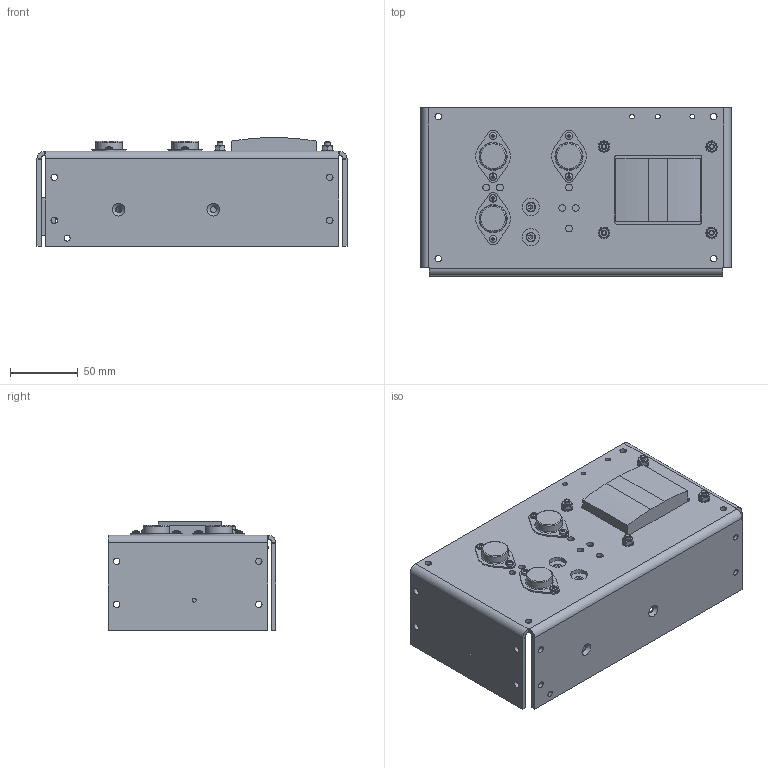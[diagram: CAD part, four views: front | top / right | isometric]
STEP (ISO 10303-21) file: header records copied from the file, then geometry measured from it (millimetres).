
FILE_DESCRIPTION (( 'STEP AP214' ), '1' );
FILE_NAME ('IHD24-4.8.STEP', '2023-04-14T19:09:34', ( '' ), ( '' ), 'SwSTEP 2.0', 'SolidWorks 2021', '' );
FILE_SCHEMA (( 'AUTOMOTIVE_DESIGN' ));
Length unit declared in the file: inch
Products named in the file (1): IHD24-4.8
Bounding box: 228.6 x 123.83 x 80 mm (x, y, z)
Volume: 764949.2 mm3; surface area: 210562.6 mm2
Topology: 31 solids, 31 shells, 1344 faces, 3365 edges, 2176 vertices
Faces by surface type: plane 809, cylinder 338, bspline 91, cone 72, torus 24, sphere 10
Full cylindrical faces by diameter (mm): 2 x7, 2.5 x2, 2.923 x18, 3 x11, 3.3 x6, 3.5 x3, 3.97 x2, 4 x25, 4.3 x4, 4.5 x3, 4.75 x16, 5 x6, 5.6 x6, 5.971 x6, 6.5 x1, 7 x2, 8 x4, 12.67 x2, 16.15 x2, 19.5 x3, 51.1 x1
Entity records: 45061 total; most frequent: CARTESIAN_POINT 13185, ORIENTED_EDGE 6310, DIRECTION 6243, EDGE_CURVE 3155, VERTEX_POINT 2148, AXIS2_PLACEMENT_3D 2138, VECTOR 1967, LINE 1967
